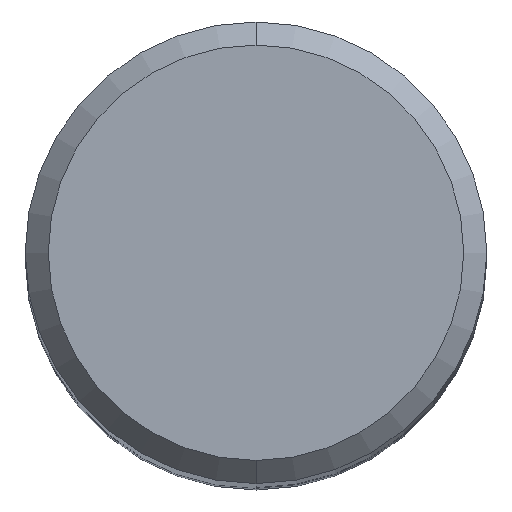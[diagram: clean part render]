
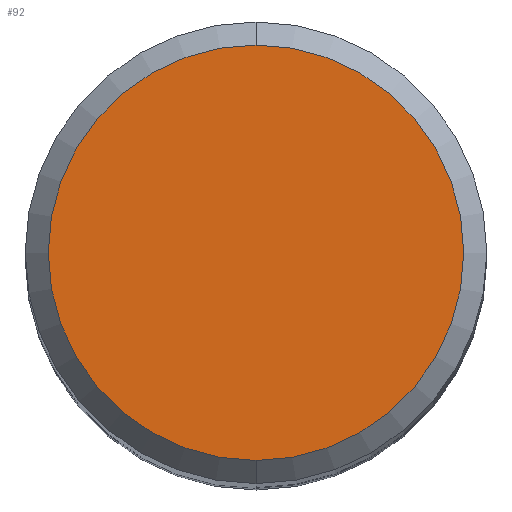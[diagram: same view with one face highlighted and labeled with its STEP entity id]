
A CAD part, top view. The second image highlights one B-rep face of the part: STEP entity #92.
In plain terms, the highlighted planar face has unit normal (0, 0, 1).
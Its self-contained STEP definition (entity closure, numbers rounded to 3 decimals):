
#90=EDGE_CURVE('',#130,#150,#213,.T.);
#92=ADVANCED_FACE('',(#215),#216,.T.);
#130=VERTEX_POINT('',#260);
#150=VERTEX_POINT('',#283);
#156=EDGE_CURVE('',#150,#130,#290,.T.);
#213=CIRCLE('',#342,4.5);
#215=FACE_OUTER_BOUND('',#344,.T.);
#216=PLANE('',#345);
#260=CARTESIAN_POINT('',(0.0,4.5,0.01));
#283=CARTESIAN_POINT('',(0.,-4.5,0.01));
#290=CIRCLE('',#434,4.5);
#342=AXIS2_PLACEMENT_3D('',#495,#496,#497);
#344=EDGE_LOOP('',(#499,#500));
#345=AXIS2_PLACEMENT_3D('',#501,#502,#503);
#434=AXIS2_PLACEMENT_3D('',#600,#601,#602);
#495=CARTESIAN_POINT('',(0.0,0.0,0.01));
#496=DIRECTION('',(0.0,0.0,-1.0));
#497=DIRECTION('',(0.0,1.0,0.0));
#499=ORIENTED_EDGE('',*,*,#90,.F.);
#500=ORIENTED_EDGE('',*,*,#156,.F.);
#501=CARTESIAN_POINT('',(0.0,2.25,0.01));
#502=DIRECTION('',(-0.0,0.0,1.0));
#503=DIRECTION('',(0.0,-1.0,0.0));
#600=CARTESIAN_POINT('',(0.0,0.0,0.01));
#601=DIRECTION('',(0.0,0.0,-1.0));
#602=DIRECTION('',(0.0,1.0,0.0));
